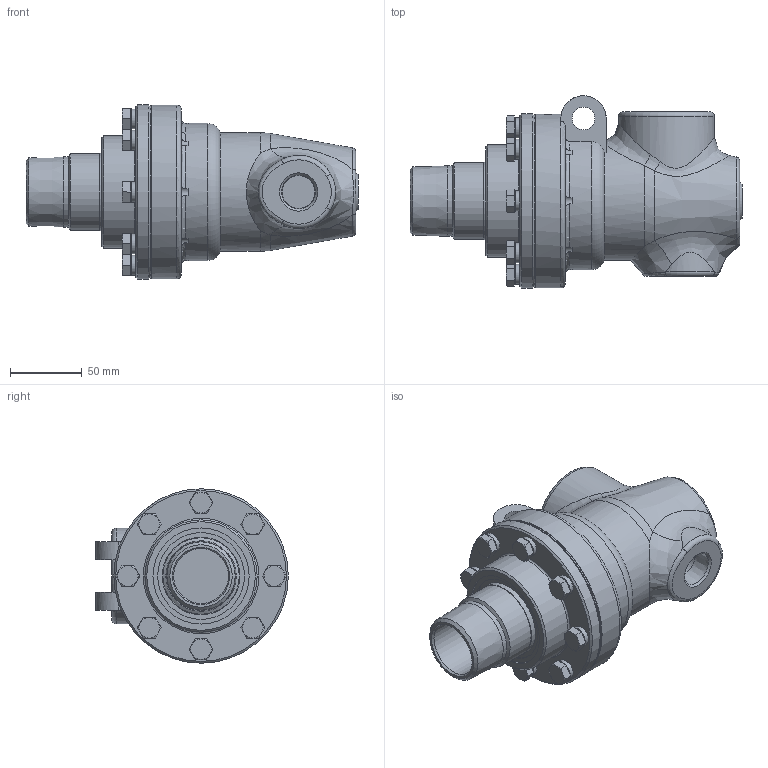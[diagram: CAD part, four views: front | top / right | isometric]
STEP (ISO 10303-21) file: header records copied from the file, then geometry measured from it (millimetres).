
FILE_DESCRIPTION(/* description */ (''),/* implementation_level */ '2;1');
FILE_NAME(/* name */ 'BC-54000-24-21-IC.stp',/* time_stamp */ '2020-05-18T16:03:47-05:00',/* author */ ('Moorera'),/* organization */ (''),/* preprocessor_version */ 'ST-DEVELOPER v18.1',/* originating_system */ 'Autodesk Inventor 2020',/* authorisation */ '');
FILE_SCHEMA (('AUTOMOTIVE_DESIGN { 1 0 10303 214 3 1 1 }'));
Products named in the file (1): BC-54000-24-21-IC
Bounding box: 230.6 x 133.73 x 121.16 mm (x, y, z)
Volume: 1229213.8 mm3; surface area: 115545.3 mm2
Topology: 1 solids, 3 shells, 742 faces, 1908 edges, 1239 vertices
Faces by surface type: plane 321, bspline 189, cylinder 127, cone 87, torus 18
Full cylindrical faces by diameter (mm): 7.798 x8, 9.525 x8, 10.668 x8, 10.922 x8, 14.275 x8, 15.748 x2, 22.631 x1, 38.1 x1, 43.256 x1, 48.889 x1, 53.1 x1, 53.95 x1, 60.325 x1, 66.548 x1, 66.751 x1, 77.978 x1, 119.634 x1, 120.65 x1, 121.158 x1
Entity records: 63107 total; most frequent: CARTESIAN_POINT 45448, ORIENTED_EDGE 3816, DIRECTION 3259, EDGE_CURVE 1908, AXIS2_PLACEMENT_3D 1268, VERTEX_POINT 1239, EDGE_LOOP 829, FACE_OUTER_BOUND 742
